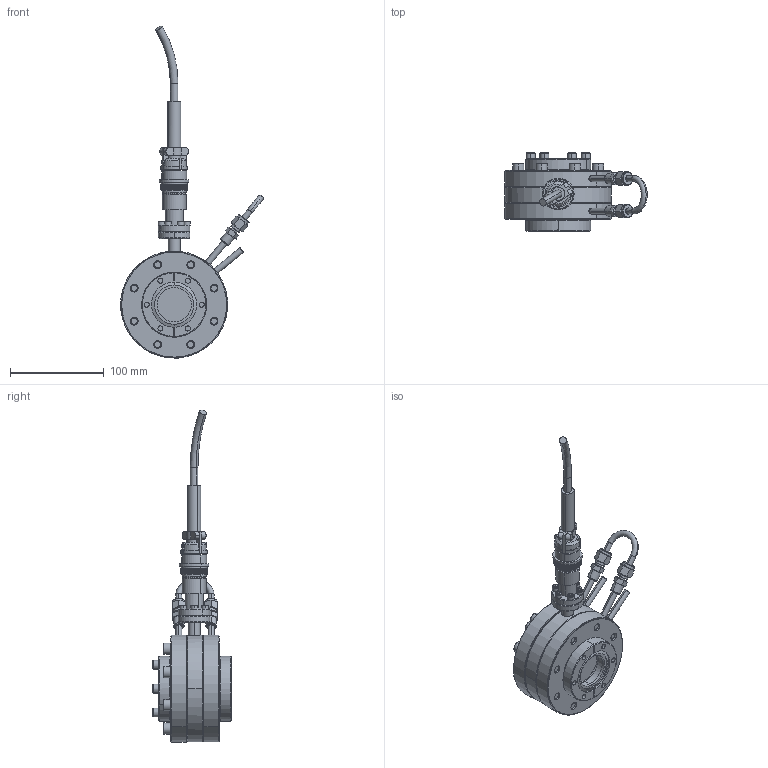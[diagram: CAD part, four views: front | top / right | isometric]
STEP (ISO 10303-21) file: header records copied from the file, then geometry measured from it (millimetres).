
FILE_DESCRIPTION (( 'STEP AP214' ), '1' );
FILE_NAME ('aspf, A407A2NW-01, VHW-150_WC, AP214.STEP', '2024-09-04T18:11:02', ( '' ), ( '' ), 'SwSTEP 2.0', 'SolidWorks 2023', '' );
FILE_SCHEMA (( 'AUTOMOTIVE_DESIGN' ));
Length unit declared in the file: inch
Products named in the file (1): aspf, A407A2NW-01, VHW-150_WC, AP214
Bounding box: 151.92 x 83.92 x 354.21 mm (x, y, z)
Surface area: 108006.1 mm2 (no closed solid volume)
Topology: 0 solids, 62 shells, 1046 faces, 3352 edges, 2196 vertices
Faces by surface type: plane 489, cylinder 278, cone 263, torus 16
Entity records: 37573 total; most frequent: CARTESIAN_POINT 8639, DIRECTION 6086, ORIENTED_EDGE 5656, EDGE_CURVE 3314, AXIS2_PLACEMENT_3D 2217, VERTEX_POINT 2196, VECTOR 1652, LINE 1652
